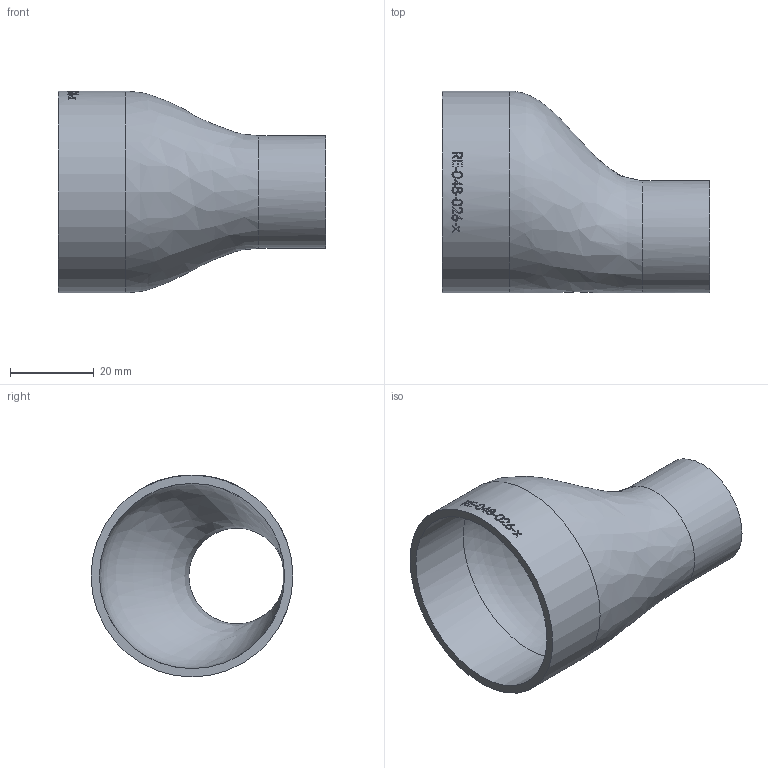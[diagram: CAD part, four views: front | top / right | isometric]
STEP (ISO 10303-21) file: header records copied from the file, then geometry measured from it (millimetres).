
FILE_DESCRIPTION (( 'STEP AP214' ), '1' );
FILE_NAME ('RE-048-026-x Reduzierung Exzenter 48,3x26,9x2,0x2,0 BL64 2012.STEP', '2020-12-30T11:13:45', ( '' ), ( '' ), 'SwSTEP 2.0', 'SolidWorks 2019', '' );
FILE_SCHEMA (( 'AUTOMOTIVE_DESIGN' ));
Length unit declared in the file: millimetre
Products named in the file (1): RE-048-026-x Reduzierung Exzenter 48,3x26,9x2,0x2,0 BL64 2012
Bounding box: 64 x 48.3 x 48.3 mm (x, y, z)
Volume: 15072.3 mm3; surface area: 15402.2 mm2
Topology: 1 solids, 1 shells, 152 faces, 396 edges, 264 vertices
Faces by surface type: bspline 75, plane 53, cylinder 24
Full cylindrical faces by diameter (mm): 22.9 x1, 26.9 x1, 44.3 x1, 48.3 x1
Entity records: 15488 total; most frequent: CARTESIAN_POINT 10930, ORIENTED_EDGE 760, EDGE_CURVE 380, DIRECTION 366, VERTEX_POINT 256, B_SPLINE_CURVE_WITH_KNOTS 233, EDGE_LOOP 178, FACE_OUTER_BOUND 157
